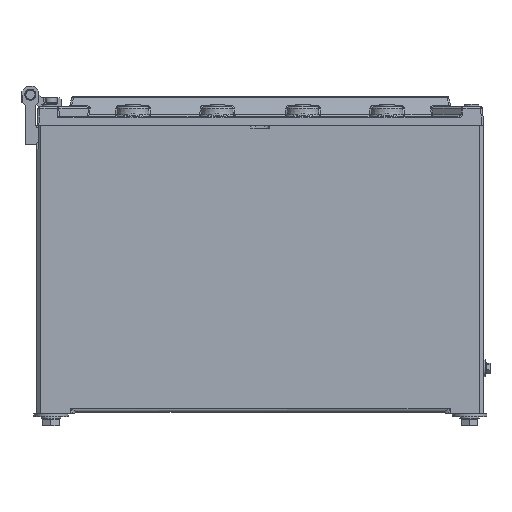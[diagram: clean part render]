
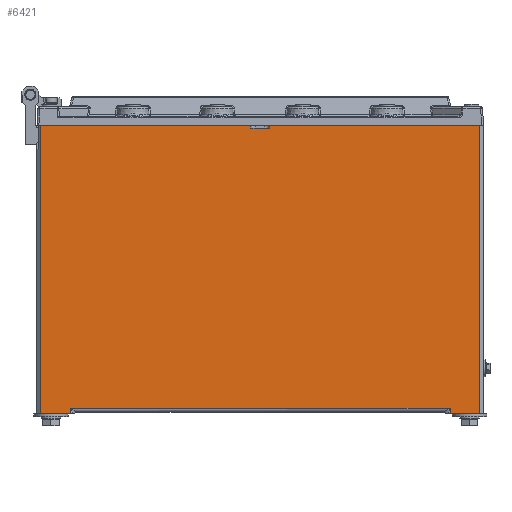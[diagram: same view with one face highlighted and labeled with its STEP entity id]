
A CAD part, front view. The second image highlights one B-rep face of the part: STEP entity #6421.
In plain terms, the highlighted face is planar.
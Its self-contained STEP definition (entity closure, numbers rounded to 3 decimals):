
#6421 = ADVANCED_FACE ( 'NONE', ( #14321 ), #119120, .F. ) ;
#12190 = EDGE_LOOP ( 'NONE', ( #79300, #79306, #79286, #79225, #79217, #79420, #79255, #79168, #79329, #79430, #79431, #79353 ) ) ;
#14321 = FACE_OUTER_BOUND ( 'NONE', #12190, .T. ) ;
#17813 = AXIS2_PLACEMENT_3D ( 'NONE', #119107, #119129, #119131 ) ;
#17976 = DIRECTION ( 'NONE',  ( 1., 0., 0. ) ) ;
#17998 = CARTESIAN_POINT ( 'NONE',  ( -240., 365., -2. ) ) ;
#20966 = CARTESIAN_POINT ( 'NONE',  ( -240., 365., 308. ) ) ;
#20971 = DIRECTION ( 'NONE',  ( -1., 0., 0. ) ) ;
#20976 = DIRECTION ( 'NONE',  ( -1., 0., 0. ) ) ;
#20978 = CARTESIAN_POINT ( 'NONE',  ( -240., 365., 308. ) ) ;
#21150 = DIRECTION ( 'NONE',  ( 0., 0., 1. ) ) ;
#21154 = CARTESIAN_POINT ( 'NONE',  ( 204., 365., 4. ) ) ;
#21167 = CARTESIAN_POINT ( 'NONE',  ( 236., 365., 310.5 ) ) ;
#21168 = CARTESIAN_POINT ( 'NONE',  ( 10., 365., 305. ) ) ;
#21169 = DIRECTION ( 'NONE',  ( 0., 0., -1. ) ) ;
#21170 = CARTESIAN_POINT ( 'NONE',  ( 10., 365., 305. ) ) ;
#21171 = CARTESIAN_POINT ( 'NONE',  ( -240., 365., 4. ) ) ;
#21172 = DIRECTION ( 'NONE',  ( -1., 0., 0. ) ) ;
#21173 = CARTESIAN_POINT ( 'NONE',  ( -204., 365., 310.5 ) ) ;
#21174 = DIRECTION ( 'NONE',  ( 0., 0., -1. ) ) ;
#21175 = CARTESIAN_POINT ( 'NONE',  ( -236., 365., 310.5 ) ) ;
#21176 = DIRECTION ( 'NONE',  ( 0., 0., 1. ) ) ;
#21177 = CARTESIAN_POINT ( 'NONE',  ( -10., 365., 305. ) ) ;
#21178 = DIRECTION ( 'NONE',  ( 0., 0., 1. ) ) ;
#21179 = DIRECTION ( 'NONE',  ( -1., 0., 0. ) ) ;
#21181 = DIRECTION ( 'NONE',  ( 0., 0., 1. ) ) ;
#21795 = EDGE_CURVE ( 'NONE', #103987, #104917, #115263, .T. ) ;
#22219 = EDGE_CURVE ( 'NONE', #104252, #104230, #115777, .T. ) ;
#22228 = EDGE_CURVE ( 'NONE', #105082, #105833, #115791, .T. ) ;
#22404 = EDGE_CURVE ( 'NONE', #104252, #104917, #116017, .T. ) ;
#22407 = EDGE_CURVE ( 'NONE', #103987, #105032, #115991, .T. ) ;
#22409 = EDGE_CURVE ( 'NONE', #105032, #105047, #116021, .T. ) ;
#22412 = EDGE_CURVE ( 'NONE', #105047, #105072, #116030, .T. ) ;
#22414 = EDGE_CURVE ( 'NONE', #105720, #105833, #116034, .T. ) ;
#22416 = EDGE_CURVE ( 'NONE', #103981, #105082, #116039, .T. ) ;
#22420 = EDGE_CURVE ( 'NONE', #105067, #103981, #116026, .T. ) ;
#22422 = EDGE_CURVE ( 'NONE', #105067, #104230, #116043, .T. ) ;
#39875 = LINE ( 'NONE', #94302, #39878 ) ;
#39878 = VECTOR ( 'NONE', #94294, 1000. ) ;
#62830 = EDGE_CURVE ( 'NONE', #105720, #105072, #39875, .T. ) ;
#79168 = ORIENTED_EDGE ( 'NONE', *, *, #22228, .F. ) ;
#79217 = ORIENTED_EDGE ( 'NONE', *, *, #22412, .T. ) ;
#79225 = ORIENTED_EDGE ( 'NONE', *, *, #22409, .T. ) ;
#79255 = ORIENTED_EDGE ( 'NONE', *, *, #22414, .T. ) ;
#79286 = ORIENTED_EDGE ( 'NONE', *, *, #22407, .T. ) ;
#79300 = ORIENTED_EDGE ( 'NONE', *, *, #22404, .T. ) ;
#79306 = ORIENTED_EDGE ( 'NONE', *, *, #21795, .F. ) ;
#79329 = ORIENTED_EDGE ( 'NONE', *, *, #22416, .F. ) ;
#79353 = ORIENTED_EDGE ( 'NONE', *, *, #22219, .F. ) ;
#79420 = ORIENTED_EDGE ( 'NONE', *, *, #62830, .F. ) ;
#79430 = ORIENTED_EDGE ( 'NONE', *, *, #22420, .F. ) ;
#79431 = ORIENTED_EDGE ( 'NONE', *, *, #22422, .T. ) ;
#94294 = DIRECTION ( 'NONE',  ( 1., 0., 0. ) ) ;
#94302 = CARTESIAN_POINT ( 'NONE',  ( -240., 365., -2. ) ) ;
#103981 = VERTEX_POINT ( 'NONE', #108618 ) ;
#103987 = VERTEX_POINT ( 'NONE', #108622 ) ;
#104230 = VERTEX_POINT ( 'NONE', #108748 ) ;
#104252 = VERTEX_POINT ( 'NONE', #108759 ) ;
#104917 = VERTEX_POINT ( 'NONE', #109065 ) ;
#105032 = VERTEX_POINT ( 'NONE', #109106 ) ;
#105047 = VERTEX_POINT ( 'NONE', #109112 ) ;
#105067 = VERTEX_POINT ( 'NONE', #109120 ) ;
#105072 = VERTEX_POINT ( 'NONE', #109122 ) ;
#105082 = VERTEX_POINT ( 'NONE', #109126 ) ;
#105720 = VERTEX_POINT ( 'NONE', #109343 ) ;
#105833 = VERTEX_POINT ( 'NONE', #109374 ) ;
#108618 = CARTESIAN_POINT ( 'NONE',  ( -10., 365., 305. ) ) ;
#108622 = CARTESIAN_POINT ( 'NONE',  ( 204., 365., -2. ) ) ;
#108748 = CARTESIAN_POINT ( 'NONE',  ( 10., 365., 308. ) ) ;
#108759 = CARTESIAN_POINT ( 'NONE',  ( 236., 365., 308. ) ) ;
#109065 = CARTESIAN_POINT ( 'NONE',  ( 236., 365., -2. ) ) ;
#109106 = CARTESIAN_POINT ( 'NONE',  ( 204., 365., 4. ) ) ;
#109112 = CARTESIAN_POINT ( 'NONE',  ( -204., 365., 4. ) ) ;
#109120 = CARTESIAN_POINT ( 'NONE',  ( 10., 365., 305. ) ) ;
#109122 = CARTESIAN_POINT ( 'NONE',  ( -204., 365., -2. ) ) ;
#109126 = CARTESIAN_POINT ( 'NONE',  ( -10., 365., 308. ) ) ;
#109343 = CARTESIAN_POINT ( 'NONE',  ( -236., 365., -2. ) ) ;
#109374 = CARTESIAN_POINT ( 'NONE',  ( -236., 365., 308. ) ) ;
#115263 = LINE ( 'NONE', #17998, #115270 ) ;
#115270 = VECTOR ( 'NONE', #17976, 1000. ) ;
#115777 = LINE ( 'NONE', #20966, #115787 ) ;
#115787 = VECTOR ( 'NONE', #20971, 1000. ) ;
#115791 = LINE ( 'NONE', #20978, #115799 ) ;
#115799 = VECTOR ( 'NONE', #20976, 1000. ) ;
#115991 = LINE ( 'NONE', #21154, #116028 ) ;
#116017 = LINE ( 'NONE', #21167, #116024 ) ;
#116021 = LINE ( 'NONE', #21171, #116032 ) ;
#116024 = VECTOR ( 'NONE', #21169, 1000. ) ;
#116026 = LINE ( 'NONE', #21168, #116050 ) ;
#116028 = VECTOR ( 'NONE', #21150, 1000. ) ;
#116030 = LINE ( 'NONE', #21173, #116037 ) ;
#116032 = VECTOR ( 'NONE', #21172, 1000. ) ;
#116034 = LINE ( 'NONE', #21175, #116041 ) ;
#116037 = VECTOR ( 'NONE', #21174, 1000. ) ;
#116039 = LINE ( 'NONE', #21177, #116045 ) ;
#116041 = VECTOR ( 'NONE', #21176, 1000. ) ;
#116043 = LINE ( 'NONE', #21170, #116054 ) ;
#116045 = VECTOR ( 'NONE', #21178, 1000. ) ;
#116050 = VECTOR ( 'NONE', #21179, 1000. ) ;
#116054 = VECTOR ( 'NONE', #21181, 1000. ) ;
#119107 = CARTESIAN_POINT ( 'NONE',  ( -240., 365., 310.5 ) ) ;
#119120 = PLANE ( 'NONE',  #17813 ) ;
#119129 = DIRECTION ( 'NONE',  ( 0., -1., 0. ) ) ;
#119131 = DIRECTION ( 'NONE',  ( 0., 0., -1. ) ) ;
